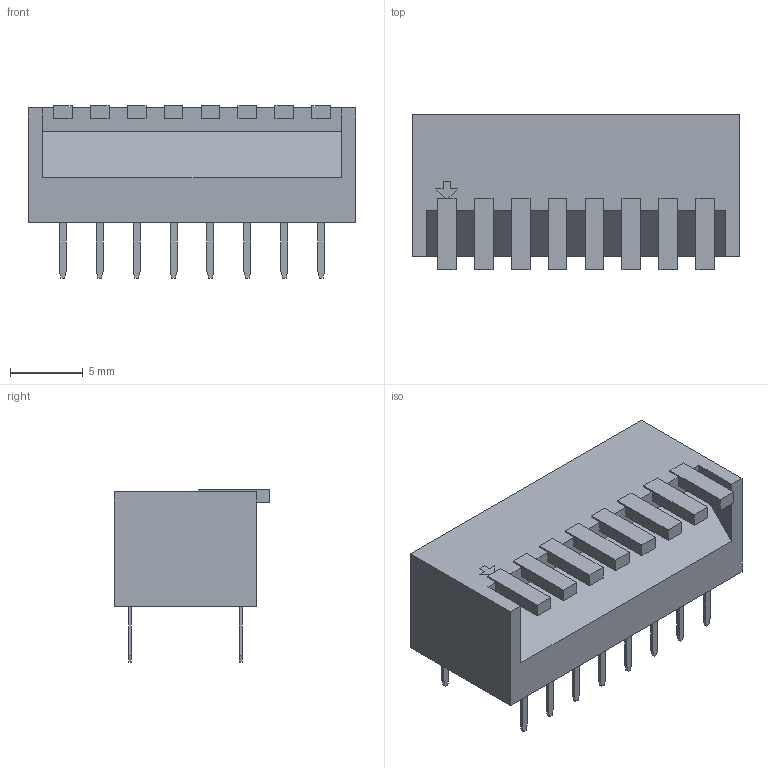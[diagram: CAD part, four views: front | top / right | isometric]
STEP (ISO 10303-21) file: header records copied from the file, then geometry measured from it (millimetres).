
FILE_DESCRIPTION(/* description */ ('model of SW_DIP_SPSTx08_Piano_CTS_Series194-8MSTN_W7.62mm_P2.54mm'),/* implementation_level */ '2;1');
FILE_NAME(/* name */ 'SW_DIP_SPSTx08_Piano_CTS_Series194-8MSTN_W7.62mm_P2.54mm.step',/* time_stamp */ '2018-12-27T21:34:40',/* author */ ('Terje Io','https://github.com/terjeio'),/* organization */ ('FreeCAD'),/* preprocessor_version */ 'OCC',/* originating_system */ 'kicad StepUp',/* authorisation */ '');
FILE_SCHEMA(('AUTOMOTIVE_DESIGN { 1 0 10303 214 1 1 1 1 }'));
Length unit declared in the file: millimetre
Products named in the file (1): SW_DIP_SPSTx08_Piano_CTS_Series194_8MSTN_W762mm_P254mm
Bounding box: 22.5 x 10.68 x 11.86 mm (x, y, z)
Volume: 1573.4 mm3; surface area: 1175.9 mm2
Topology: 1 solids, 1 shells, 187 faces, 511 edges, 343 vertices
Faces by surface type: plane 187
Entity records: 4048 total; most frequent: ORIENTED_EDGE 820, CARTESIAN_POINT 608, EDGE_CURVE 511, LINE 502, VERTEX_POINT 343, FACE_BOUND 204, EDGE_LOOP 204, AXIS2_PLACEMENT_3D 188
